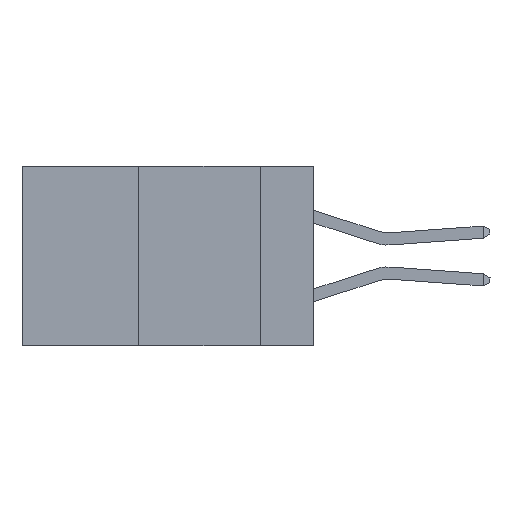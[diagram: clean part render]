
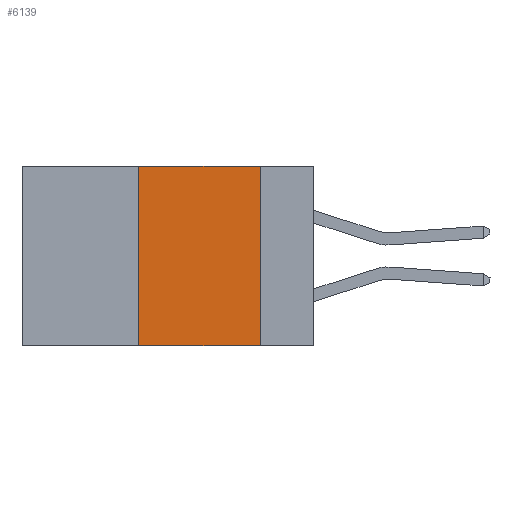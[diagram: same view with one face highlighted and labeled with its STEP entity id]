
A CAD part, left-side view. The second image highlights one B-rep face of the part: STEP entity #6139.
In plain terms, the highlighted planar face has unit normal (-1, 0, 0).
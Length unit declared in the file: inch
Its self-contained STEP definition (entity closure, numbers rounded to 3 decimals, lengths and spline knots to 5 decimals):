
#179 = VECTOR ( 'NONE', #20658, 39.37008 ) ;
#190 = ORIENTED_EDGE ( 'NONE', *, *, #22916, .T. ) ;
#657 = VECTOR ( 'NONE', #10608, 39.37008 ) ;
#1633 = VECTOR ( 'NONE', #18104, 39.37008 ) ;
#1709 = AXIS2_PLACEMENT_3D ( 'NONE', #22153, #10430, #20258 ) ;
#1715 = CARTESIAN_POINT ( 'NONE',  ( 0., 0.11, 0. ) ) ;
#3093 = CARTESIAN_POINT ( 'NONE',  ( 0., 0.11, 0. ) ) ;
#3477 = VERTEX_POINT ( 'NONE', #3093 ) ;
#4431 = DIRECTION ( 'NONE',  ( 0., -1., 0. ) ) ;
#4987 = CARTESIAN_POINT ( 'NONE',  ( 0., 0.11, -0.37 ) ) ;
#6139 = ADVANCED_FACE ( 'NONE', ( #16313 ), #8449, .F. ) ;
#7601 = VECTOR ( 'NONE', #4431, 39.37008 ) ;
#7947 = ORIENTED_EDGE ( 'NONE', *, *, #16946, .F. ) ;
#8449 = PLANE ( 'NONE',  #1709 ) ;
#9123 = LINE ( 'NONE', #12659, #179 ) ;
#10055 = EDGE_LOOP ( 'NONE', ( #17548, #22758, #7947, #190 ) ) ;
#10430 = DIRECTION ( 'NONE',  ( 1., 0., 0. ) ) ;
#10608 = DIRECTION ( 'NONE',  ( 0., -1., 0. ) ) ;
#11304 = LINE ( 'NONE', #21826, #7601 ) ;
#11352 = CARTESIAN_POINT ( 'NONE',  ( 0., 0.36, -0.37 ) ) ;
#12659 = CARTESIAN_POINT ( 'NONE',  ( 0., 0.36, 0. ) ) ;
#12768 = EDGE_CURVE ( 'NONE', #3477, #25072, #18224, .T. ) ;
#13919 = LINE ( 'NONE', #18296, #657 ) ;
#16313 = FACE_OUTER_BOUND ( 'NONE', #10055, .T. ) ;
#16546 = EDGE_CURVE ( 'NONE', #22283, #3477, #11304, .T. ) ;
#16946 = EDGE_CURVE ( 'NONE', #18215, #22283, #9123, .T. ) ;
#17548 = ORIENTED_EDGE ( 'NONE', *, *, #12768, .F. ) ;
#18104 = DIRECTION ( 'NONE',  ( 0., 0., -1. ) ) ;
#18215 = VERTEX_POINT ( 'NONE', #11352 ) ;
#18224 = LINE ( 'NONE', #1715, #1633 ) ;
#18296 = CARTESIAN_POINT ( 'NONE',  ( 0., 0.6, -0.37 ) ) ;
#20258 = DIRECTION ( 'NONE',  ( 0., 0., -1. ) ) ;
#20658 = DIRECTION ( 'NONE',  ( 0., 0., 1. ) ) ;
#21826 = CARTESIAN_POINT ( 'NONE',  ( 0., 0.6, 0. ) ) ;
#22153 = CARTESIAN_POINT ( 'NONE',  ( 0., 0.6, 0. ) ) ;
#22283 = VERTEX_POINT ( 'NONE', #22710 ) ;
#22710 = CARTESIAN_POINT ( 'NONE',  ( 0., 0.36, 0. ) ) ;
#22758 = ORIENTED_EDGE ( 'NONE', *, *, #16546, .F. ) ;
#22916 = EDGE_CURVE ( 'NONE', #18215, #25072, #13919, .T. ) ;
#25072 = VERTEX_POINT ( 'NONE', #4987 ) ;
